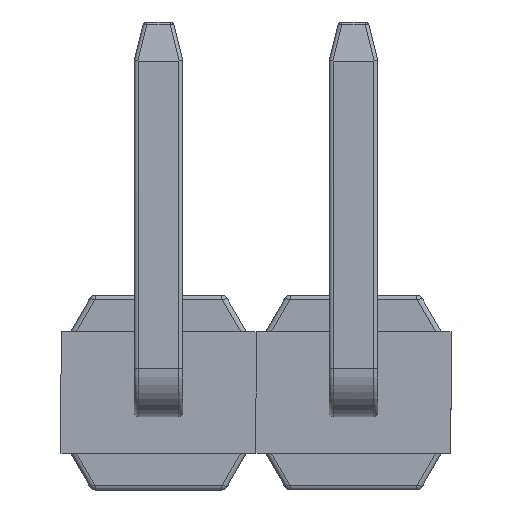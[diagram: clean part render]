
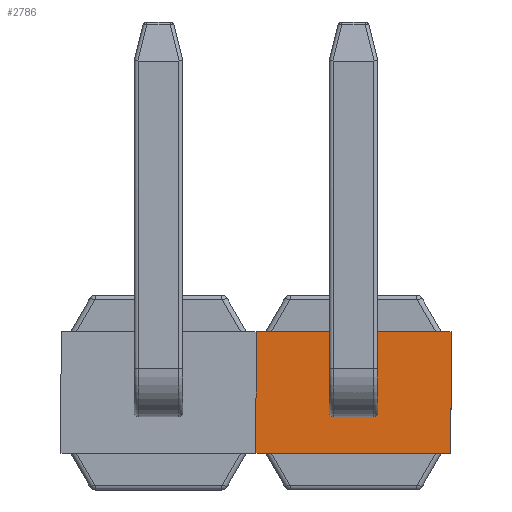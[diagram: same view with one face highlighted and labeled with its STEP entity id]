
A CAD part, front view. The second image highlights one B-rep face of the part: STEP entity #2786.
In plain terms, the highlighted planar face has unit normal (0, -1, 0).
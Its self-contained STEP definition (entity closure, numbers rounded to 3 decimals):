
#24 = VERTEX_POINT ( 'NONE', #1800 ) ;
#93 = ORIENTED_EDGE ( 'NONE', *, *, #5088, .T. ) ;
#118 = ORIENTED_EDGE ( 'NONE', *, *, #2005, .T. ) ;
#152 = AXIS2_PLACEMENT_3D ( 'NONE', #1557, #980, #442 ) ;
#161 = DIRECTION ( 'NONE',  ( 1., 0., 0. ) ) ;
#296 = CARTESIAN_POINT ( 'NONE',  ( -0.9, -0.6, 0.625 ) ) ;
#319 = CARTESIAN_POINT ( 'NONE',  ( -0.9, -0.6, -0.625 ) ) ;
#358 = VERTEX_POINT ( 'NONE', #3292 ) ;
#442 = DIRECTION ( 'NONE',  ( 0., 0., 1. ) ) ;
#464 = CARTESIAN_POINT ( 'NONE',  ( -0.25, -0.6, -0.21 ) ) ;
#557 = LINE ( 'NONE', #6309, #6041 ) ;
#564 = VERTEX_POINT ( 'NONE', #3146 ) ;
#614 = VERTEX_POINT ( 'NONE', #6114 ) ;
#618 = CARTESIAN_POINT ( 'NONE',  ( -0.21, -0.6, -0.25 ) ) ;
#655 = DIRECTION ( 'NONE',  ( 0., 1., 0. ) ) ;
#686 = CARTESIAN_POINT ( 'NONE',  ( -0.21, -0.6, 0.25 ) ) ;
#805 = VECTOR ( 'NONE', #4505, 1000. ) ;
#823 = LINE ( 'NONE', #898, #2049 ) ;
#898 = CARTESIAN_POINT ( 'NONE',  ( 0.25, -0.6, -0.21 ) ) ;
#960 = CARTESIAN_POINT ( 'NONE',  ( 0.21, -0.6, -0.21 ) ) ;
#980 = DIRECTION ( 'NONE',  ( 0., 1., 0. ) ) ;
#1082 = AXIS2_PLACEMENT_3D ( 'NONE', #3813, #655, #4343 ) ;
#1084 = CARTESIAN_POINT ( 'NONE',  ( -1., -0.6, 0.625 ) ) ;
#1095 = ORIENTED_EDGE ( 'NONE', *, *, #6777, .T. ) ;
#1138 = DIRECTION ( 'NONE',  ( 0., 1., 0. ) ) ;
#1227 = LINE ( 'NONE', #3925, #2456 ) ;
#1288 = ORIENTED_EDGE ( 'NONE', *, *, #3447, .T. ) ;
#1292 = EDGE_CURVE ( 'NONE', #2011, #6160, #823, .T. ) ;
#1298 = CARTESIAN_POINT ( 'NONE',  ( -1., -0.6, -0.625 ) ) ;
#1375 = CARTESIAN_POINT ( 'NONE',  ( 0.25, -0.6, -0.21 ) ) ;
#1389 = LINE ( 'NONE', #3724, #6706 ) ;
#1433 = EDGE_CURVE ( 'NONE', #5357, #4607, #1227, .T. ) ;
#1469 = LINE ( 'NONE', #6124, #3957 ) ;
#1499 = PLANE ( 'NONE',  #152 ) ;
#1535 = CARTESIAN_POINT ( 'NONE',  ( -0.21, -0.6, 0.25 ) ) ;
#1557 = CARTESIAN_POINT ( 'NONE',  ( 0., -0.6, 0. ) ) ;
#1605 = VERTEX_POINT ( 'NONE', #4742 ) ;
#1606 = VERTEX_POINT ( 'NONE', #5868 ) ;
#1648 = EDGE_CURVE ( 'NONE', #4597, #614, #1469, .T. ) ;
#1709 = VECTOR ( 'NONE', #4928, 1000. ) ;
#1768 = EDGE_CURVE ( 'NONE', #5841, #564, #3269, .T. ) ;
#1800 = CARTESIAN_POINT ( 'NONE',  ( 1., -0.6, 0.625 ) ) ;
#1827 = VERTEX_POINT ( 'NONE', #464 ) ;
#1870 = EDGE_CURVE ( 'NONE', #1605, #24, #1389, .T. ) ;
#1900 = VECTOR ( 'NONE', #6405, 1000. ) ;
#1945 = LINE ( 'NONE', #3692, #4606 ) ;
#1969 = AXIS2_PLACEMENT_3D ( 'NONE', #5542, #2344, #6072 ) ;
#2005 = EDGE_CURVE ( 'NONE', #6243, #1605, #557, .T. ) ;
#2011 = VERTEX_POINT ( 'NONE', #3068 ) ;
#2049 = VECTOR ( 'NONE', #6854, 1000. ) ;
#2058 = DIRECTION ( 'NONE',  ( 1., 0., 0. ) ) ;
#2344 = DIRECTION ( 'NONE',  ( 0., 1., 0. ) ) ;
#2416 = ORIENTED_EDGE ( 'NONE', *, *, #2955, .T. ) ;
#2456 = VECTOR ( 'NONE', #161, 1000. ) ;
#2534 = DIRECTION ( 'NONE',  ( 0., 1., 0. ) ) ;
#2584 = LINE ( 'NONE', #1535, #5256 ) ;
#2651 = LINE ( 'NONE', #2802, #5167 ) ;
#2683 = EDGE_LOOP ( 'NONE', ( #5602, #4993, #2917, #118, #4988, #1095, #5644, #2941 ) ) ;
#2698 = EDGE_CURVE ( 'NONE', #614, #5357, #5934, .T. ) ;
#2720 = DIRECTION ( 'NONE',  ( 0., 0., 1. ) ) ;
#2786 = ADVANCED_FACE ( 'NONE', ( #4835, #3238 ), #1499, .F. ) ;
#2798 = DIRECTION ( 'NONE',  ( -1., 0., 0. ) ) ;
#2802 = CARTESIAN_POINT ( 'NONE',  ( -0.25, -0.6, -0.21 ) ) ;
#2825 = DIRECTION ( 'NONE',  ( 0., 0., 1. ) ) ;
#2850 = DIRECTION ( 'NONE',  ( 0., 0., -1. ) ) ;
#2917 = ORIENTED_EDGE ( 'NONE', *, *, #6109, .T. ) ;
#2941 = ORIENTED_EDGE ( 'NONE', *, *, #1648, .T. ) ;
#2955 = EDGE_CURVE ( 'NONE', #6160, #5841, #4926, .T. ) ;
#3068 = CARTESIAN_POINT ( 'NONE',  ( 0.25, -0.6, 0.21 ) ) ;
#3146 = CARTESIAN_POINT ( 'NONE',  ( -0.21, -0.6, -0.25 ) ) ;
#3206 = ORIENTED_EDGE ( 'NONE', *, *, #3221, .T. ) ;
#3221 = EDGE_CURVE ( 'NONE', #6020, #1606, #2584, .T. ) ;
#3238 = FACE_OUTER_BOUND ( 'NONE', #2683, .T. ) ;
#3269 = LINE ( 'NONE', #618, #1709 ) ;
#3292 = CARTESIAN_POINT ( 'NONE',  ( -0.25, -0.6, 0.21 ) ) ;
#3344 = EDGE_LOOP ( 'NONE', ( #2416, #6867, #93, #1288, #4019, #3206, #6772, #5802 ) ) ;
#3447 = EDGE_CURVE ( 'NONE', #1827, #358, #2651, .T. ) ;
#3601 = LINE ( 'NONE', #6088, #805 ) ;
#3692 = CARTESIAN_POINT ( 'NONE',  ( -1., -0.6, 0.625 ) ) ;
#3724 = CARTESIAN_POINT ( 'NONE',  ( 1., -0.6, 0.625 ) ) ;
#3813 = CARTESIAN_POINT ( 'NONE',  ( -0.21, -0.6, 0.21 ) ) ;
#3925 = CARTESIAN_POINT ( 'NONE',  ( 1., -0.6, -0.625 ) ) ;
#3957 = VECTOR ( 'NONE', #2798, 1000. ) ;
#4019 = ORIENTED_EDGE ( 'NONE', *, *, #5199, .T. ) ;
#4042 = AXIS2_PLACEMENT_3D ( 'NONE', #960, #1138, #2720 ) ;
#4188 = VECTOR ( 'NONE', #2850, 1000. ) ;
#4216 = CIRCLE ( 'NONE', #1082, 0.04 ) ;
#4343 = DIRECTION ( 'NONE',  ( 0., 0., 1. ) ) ;
#4364 = CARTESIAN_POINT ( 'NONE',  ( 0.9, -0.6, 0.625 ) ) ;
#4505 = DIRECTION ( 'NONE',  ( 1., 0., 0. ) ) ;
#4597 = VERTEX_POINT ( 'NONE', #296 ) ;
#4606 = VECTOR ( 'NONE', #5819, 1000. ) ;
#4607 = VERTEX_POINT ( 'NONE', #319 ) ;
#4689 = CARTESIAN_POINT ( 'NONE',  ( 0.21, -0.6, -0.25 ) ) ;
#4742 = CARTESIAN_POINT ( 'NONE',  ( 1., -0.6, -0.625 ) ) ;
#4835 = FACE_BOUND ( 'NONE', #3344, .T. ) ;
#4892 = CIRCLE ( 'NONE', #1969, 0.04 ) ;
#4926 = CIRCLE ( 'NONE', #4042, 0.04 ) ;
#4928 = DIRECTION ( 'NONE',  ( -1., 0., 0. ) ) ;
#4978 = VERTEX_POINT ( 'NONE', #4364 ) ;
#4988 = ORIENTED_EDGE ( 'NONE', *, *, #1870, .T. ) ;
#4993 = ORIENTED_EDGE ( 'NONE', *, *, #1433, .T. ) ;
#5088 = EDGE_CURVE ( 'NONE', #564, #1827, #4892, .T. ) ;
#5122 = EDGE_CURVE ( 'NONE', #4978, #4597, #6146, .T. ) ;
#5158 = AXIS2_PLACEMENT_3D ( 'NONE', #5732, #2534, #6264 ) ;
#5167 = VECTOR ( 'NONE', #2825, 1000. ) ;
#5199 = EDGE_CURVE ( 'NONE', #358, #6020, #4216, .T. ) ;
#5256 = VECTOR ( 'NONE', #2058, 1000. ) ;
#5303 = DIRECTION ( 'NONE',  ( 1., 0., 0. ) ) ;
#5357 = VERTEX_POINT ( 'NONE', #1298 ) ;
#5460 = CIRCLE ( 'NONE', #5158, 0.04 ) ;
#5498 = DIRECTION ( 'NONE',  ( 0., 0., 1. ) ) ;
#5542 = CARTESIAN_POINT ( 'NONE',  ( -0.21, -0.6, -0.21 ) ) ;
#5602 = ORIENTED_EDGE ( 'NONE', *, *, #2698, .T. ) ;
#5644 = ORIENTED_EDGE ( 'NONE', *, *, #5122, .T. ) ;
#5732 = CARTESIAN_POINT ( 'NONE',  ( 0.21, -0.6, 0.21 ) ) ;
#5802 = ORIENTED_EDGE ( 'NONE', *, *, #1292, .T. ) ;
#5819 = DIRECTION ( 'NONE',  ( -1., 0., 0. ) ) ;
#5841 = VERTEX_POINT ( 'NONE', #4689 ) ;
#5868 = CARTESIAN_POINT ( 'NONE',  ( 0.21, -0.6, 0.25 ) ) ;
#5934 = LINE ( 'NONE', #6353, #4188 ) ;
#6020 = VERTEX_POINT ( 'NONE', #686 ) ;
#6041 = VECTOR ( 'NONE', #5303, 1000. ) ;
#6072 = DIRECTION ( 'NONE',  ( 0., 0., 1. ) ) ;
#6088 = CARTESIAN_POINT ( 'NONE',  ( 1., -0.6, -0.625 ) ) ;
#6109 = EDGE_CURVE ( 'NONE', #4607, #6243, #3601, .T. ) ;
#6114 = CARTESIAN_POINT ( 'NONE',  ( -1., -0.6, 0.625 ) ) ;
#6124 = CARTESIAN_POINT ( 'NONE',  ( -1., -0.6, 0.625 ) ) ;
#6146 = LINE ( 'NONE', #1084, #1900 ) ;
#6160 = VERTEX_POINT ( 'NONE', #1375 ) ;
#6175 = CARTESIAN_POINT ( 'NONE',  ( 0.9, -0.6, -0.625 ) ) ;
#6243 = VERTEX_POINT ( 'NONE', #6175 ) ;
#6264 = DIRECTION ( 'NONE',  ( 0., 0., 1. ) ) ;
#6277 = EDGE_CURVE ( 'NONE', #1606, #2011, #5460, .T. ) ;
#6309 = CARTESIAN_POINT ( 'NONE',  ( 1., -0.6, -0.625 ) ) ;
#6353 = CARTESIAN_POINT ( 'NONE',  ( -1., -0.6, -0.625 ) ) ;
#6405 = DIRECTION ( 'NONE',  ( -1., 0., 0. ) ) ;
#6706 = VECTOR ( 'NONE', #5498, 1000. ) ;
#6772 = ORIENTED_EDGE ( 'NONE', *, *, #6277, .T. ) ;
#6777 = EDGE_CURVE ( 'NONE', #24, #4978, #1945, .T. ) ;
#6854 = DIRECTION ( 'NONE',  ( 0., 0., -1. ) ) ;
#6867 = ORIENTED_EDGE ( 'NONE', *, *, #1768, .T. ) ;
